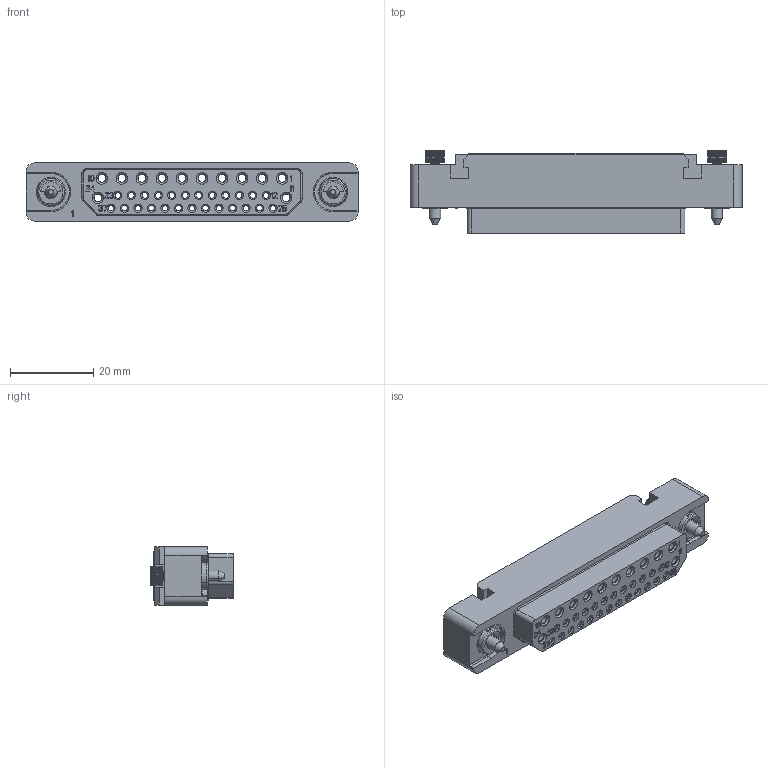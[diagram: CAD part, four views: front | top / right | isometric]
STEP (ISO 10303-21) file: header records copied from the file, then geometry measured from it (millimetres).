
FILE_DESCRIPTION((''),'2;1');
FILE_NAME('1900ND09S2A00A','2019-10-29T',('presta_be4'),(''),'CREO PARAMETRIC BY PTC INC, 2018360','CREO PARAMETRIC BY PTC INC, 2018360','');
FILE_SCHEMA(('CONFIG_CONTROL_DESIGN'));
Products named in the file (1): 1900ND09S2A00A
Bounding box: 80 x 19.91 x 14 mm (x, y, z)
Volume: 11588.2 mm3; surface area: 13756.7 mm2
Topology: 3 solids, 3 shells, 2900 faces, 7484 edges, 4802 vertices
Faces by surface type: plane 1668, cylinder 648, cone 518, torus 38, extrusion 28
Entity records: 94876 total; most frequent: CARTESIAN_POINT 22882, ORIENTED_EDGE 14960, DIRECTION 14804, EDGE_CURVE 7480, VECTOR 5224, LINE 5196, VERTEX_POINT 4802, AXIS2_PLACEMENT_3D 4790
